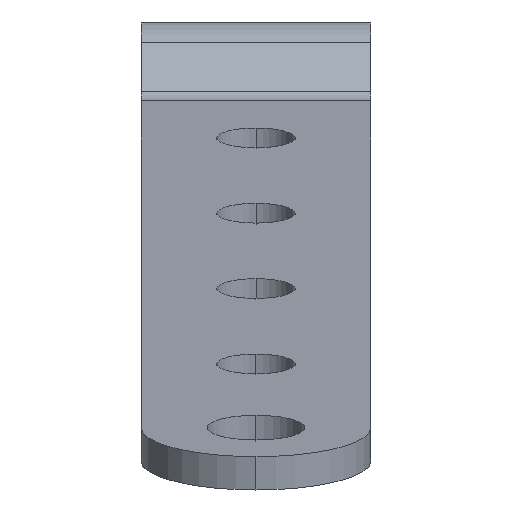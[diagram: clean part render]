
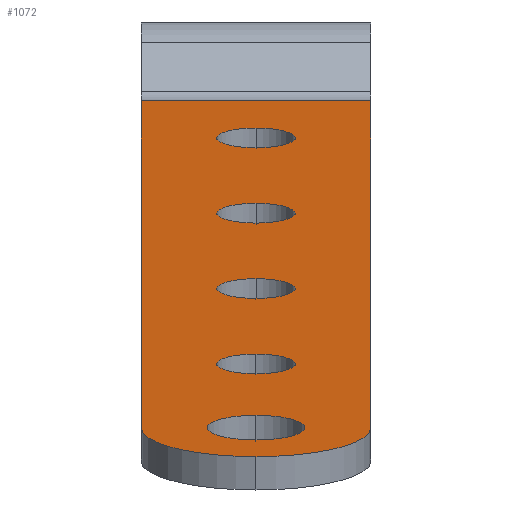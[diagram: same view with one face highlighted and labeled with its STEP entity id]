
A CAD part, left-side view. The second image highlights one B-rep face of the part: STEP entity #1072.
In plain terms, the highlighted planar face has unit normal (-0.252, 0, 0.968).
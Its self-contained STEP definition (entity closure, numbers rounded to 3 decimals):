
#3 = EDGE_LOOP ( 'NONE', ( #96, #104 ) ) ;
#4 = EDGE_LOOP ( 'NONE', ( #93, #102, #115, #92, #100 ) ) ;
#5 = EDGE_LOOP ( 'NONE', ( #88, #79 ) ) ;
#19 = EDGE_LOOP ( 'NONE', ( #114, #99 ) ) ;
#24 = EDGE_LOOP ( 'NONE', ( #90, #123 ) ) ;
#34 = EDGE_LOOP ( 'NONE', ( #82, #91 ) ) ;
#79 = ORIENTED_EDGE ( 'NONE', *, *, #879, .F. ) ;
#82 = ORIENTED_EDGE ( 'NONE', *, *, #874, .F. ) ;
#88 = ORIENTED_EDGE ( 'NONE', *, *, #878, .F. ) ;
#90 = ORIENTED_EDGE ( 'NONE', *, *, #867, .F. ) ;
#91 = ORIENTED_EDGE ( 'NONE', *, *, #857, .F. ) ;
#92 = ORIENTED_EDGE ( 'NONE', *, *, #901, .T. ) ;
#93 = ORIENTED_EDGE ( 'NONE', *, *, #862, .T. ) ;
#96 = ORIENTED_EDGE ( 'NONE', *, *, #883, .F. ) ;
#99 = ORIENTED_EDGE ( 'NONE', *, *, #917, .F. ) ;
#100 = ORIENTED_EDGE ( 'NONE', *, *, #873, .T. ) ;
#102 = ORIENTED_EDGE ( 'NONE', *, *, #902, .T. ) ;
#104 = ORIENTED_EDGE ( 'NONE', *, *, #906, .F. ) ;
#114 = ORIENTED_EDGE ( 'NONE', *, *, #872, .F. ) ;
#115 = ORIENTED_EDGE ( 'NONE', *, *, #858, .F. ) ;
#123 = ORIENTED_EDGE ( 'NONE', *, *, #1013, .F. ) ;
#179 = CIRCLE ( 'NONE', #1017, 4.25 ) ;
#193 = LINE ( 'NONE', #434, #223 ) ;
#205 = CIRCLE ( 'NONE', #1039, 4.25 ) ;
#211 = CIRCLE ( 'NONE', #1030, 3.4 ) ;
#221 = VECTOR ( 'NONE', #451, 1000. ) ;
#223 = VECTOR ( 'NONE', #415, 1000. ) ;
#226 = CIRCLE ( 'NONE', #1027, 3.4 ) ;
#227 = CIRCLE ( 'NONE', #1057, 10. ) ;
#229 = LINE ( 'NONE', #424, #221 ) ;
#243 = CIRCLE ( 'NONE', #1054, 3.4 ) ;
#249 = CIRCLE ( 'NONE', #1016, 3.4 ) ;
#250 = CIRCLE ( 'NONE', #1009, 3.4 ) ;
#259 = LINE ( 'NONE', #505, #287 ) ;
#279 = CIRCLE ( 'NONE', #1005, 3.4 ) ;
#285 = CIRCLE ( 'NONE', #1020, 10. ) ;
#287 = VECTOR ( 'NONE', #536, 1000. ) ;
#295 = FACE_BOUND ( 'NONE', #3, .T. ) ;
#297 = CIRCLE ( 'NONE', #1040, 3.4 ) ;
#312 = CIRCLE ( 'NONE', #1044, 3.4 ) ;
#317 = VERTEX_POINT ( 'NONE', #366 ) ;
#319 = VERTEX_POINT ( 'NONE', #362 ) ;
#320 = VERTEX_POINT ( 'NONE', #363 ) ;
#321 = VERTEX_POINT ( 'NONE', #380 ) ;
#322 = VERTEX_POINT ( 'NONE', #367 ) ;
#323 = VERTEX_POINT ( 'NONE', #370 ) ;
#324 = VERTEX_POINT ( 'NONE', #381 ) ;
#332 = VERTEX_POINT ( 'NONE', #386 ) ;
#339 = VERTEX_POINT ( 'NONE', #389 ) ;
#343 = VERTEX_POINT ( 'NONE', #406 ) ;
#349 = VERTEX_POINT ( 'NONE', #397 ) ;
#352 = VERTEX_POINT ( 'NONE', #411 ) ;
#359 = VERTEX_POINT ( 'NONE', #395 ) ;
#362 = CARTESIAN_POINT ( 'NONE',  ( -172.061, 0., 19.871 ) ) ;
#363 = CARTESIAN_POINT ( 'NONE',  ( -153.481, 0., 24.71 ) ) ;
#365 = VERTEX_POINT ( 'NONE', #396 ) ;
#366 = CARTESIAN_POINT ( 'NONE',  ( -217.688, 0., 7.985 ) ) ;
#367 = CARTESIAN_POINT ( 'NONE',  ( -121.74, 0., 32.978 ) ) ;
#370 = CARTESIAN_POINT ( 'NONE',  ( -146.9, 0., 26.424 ) ) ;
#373 = VERTEX_POINT ( 'NONE', #445 ) ;
#380 = CARTESIAN_POINT ( 'NONE',  ( -197.221, 0., 13.317 ) ) ;
#381 = CARTESIAN_POINT ( 'NONE',  ( -225.914, 0., 5.843 ) ) ;
#386 = CARTESIAN_POINT ( 'NONE',  ( -203.802, 0., 11.603 ) ) ;
#389 = CARTESIAN_POINT ( 'NONE',  ( -178.641, 0., 18.156 ) ) ;
#395 = CARTESIAN_POINT ( 'NONE',  ( -231.478, 0., 4.393 ) ) ;
#396 = CARTESIAN_POINT ( 'NONE',  ( -221.801, 10., 6.914 ) ) ;
#397 = CARTESIAN_POINT ( 'NONE',  ( -221.801, -10., 6.914 ) ) ;
#406 = CARTESIAN_POINT ( 'NONE',  ( -128.32, 0., 31.264 ) ) ;
#411 = CARTESIAN_POINT ( 'NONE',  ( -112.691, -10., 35.335 ) ) ;
#415 = DIRECTION ( 'NONE',  ( 0.968, 0., 0.252 ) ) ;
#424 = CARTESIAN_POINT ( 'NONE',  ( -231.478, -10., 4.393 ) ) ;
#425 = CARTESIAN_POINT ( 'NONE',  ( -125.03, 0., 32.121 ) ) ;
#427 = DIRECTION ( 'NONE',  ( 0.968, 0., 0.252 ) ) ;
#433 = DIRECTION ( 'NONE',  ( 0.968, 0., 0.252 ) ) ;
#434 = CARTESIAN_POINT ( 'NONE',  ( -231.478, 10., 4.393 ) ) ;
#445 = CARTESIAN_POINT ( 'NONE',  ( -112.691, 10., 35.335 ) ) ;
#448 = DIRECTION ( 'NONE',  ( -0.252, 0., 0.968 ) ) ;
#450 = CARTESIAN_POINT ( 'NONE',  ( -221.801, 0., 6.914 ) ) ;
#451 = DIRECTION ( 'NONE',  ( 0.968, 0., 0.252 ) ) ;
#456 = DIRECTION ( 'NONE',  ( -0.252, 0., 0.968 ) ) ;
#459 = DIRECTION ( 'NONE',  ( -0.252, 0., 0.968 ) ) ;
#460 = DIRECTION ( 'NONE',  ( 0.968, 0., 0.252 ) ) ;
#462 = DIRECTION ( 'NONE',  ( -0.968, 0., -0.252 ) ) ;
#463 = CARTESIAN_POINT ( 'NONE',  ( -150.191, 0., 25.567 ) ) ;
#465 = DIRECTION ( 'NONE',  ( -0.252, 0., 0.968 ) ) ;
#466 = CARTESIAN_POINT ( 'NONE',  ( -221.801, 0., 6.914 ) ) ;
#471 = DIRECTION ( 'NONE',  ( -0.252, 0., 0.968 ) ) ;
#472 = DIRECTION ( 'NONE',  ( 0.968, 0., 0.252 ) ) ;
#479 = CARTESIAN_POINT ( 'NONE',  ( -221.801, 0., 6.914 ) ) ;
#480 = DIRECTION ( 'NONE',  ( 0.968, 0., 0.252 ) ) ;
#484 = CARTESIAN_POINT ( 'NONE',  ( -175.351, 0., 19.014 ) ) ;
#485 = CARTESIAN_POINT ( 'NONE',  ( -175.351, 0., 19.014 ) ) ;
#487 = DIRECTION ( 'NONE',  ( -0.252, 0., 0.968 ) ) ;
#491 = DIRECTION ( 'NONE',  ( -0.252, 0., 0.968 ) ) ;
#492 = CARTESIAN_POINT ( 'NONE',  ( -200.511, 0., 12.46 ) ) ;
#493 = DIRECTION ( 'NONE',  ( -0.252, 0., 0.968 ) ) ;
#495 = DIRECTION ( 'NONE',  ( 0.968, 0., 0.252 ) ) ;
#496 = DIRECTION ( 'NONE',  ( 0.968, 0., 0.252 ) ) ;
#503 = DIRECTION ( 'NONE',  ( -0.252, 0., 0.968 ) ) ;
#504 = DIRECTION ( 'NONE',  ( 0.968, 0., 0.252 ) ) ;
#505 = CARTESIAN_POINT ( 'NONE',  ( -112.691, 10., 35.335 ) ) ;
#526 = CARTESIAN_POINT ( 'NONE',  ( -221.801, 0., 6.914 ) ) ;
#527 = DIRECTION ( 'NONE',  ( -0.252, 0., 0.968 ) ) ;
#530 = DIRECTION ( 'NONE',  ( -0.968, 0., -0.252 ) ) ;
#536 = DIRECTION ( 'NONE',  ( 0., 1., 0. ) ) ;
#549 = CARTESIAN_POINT ( 'NONE',  ( -200.511, 0., 12.46 ) ) ;
#563 = DIRECTION ( 'NONE',  ( -0.252, 0., 0.968 ) ) ;
#586 = CARTESIAN_POINT ( 'NONE',  ( -150.191, 0., 25.567 ) ) ;
#593 = DIRECTION ( 'NONE',  ( 0.968, 0., 0.252 ) ) ;
#600 = DIRECTION ( 'NONE',  ( -0.252, 0., 0.968 ) ) ;
#602 = PLANE ( 'NONE',  #1046 ) ;
#610 = CARTESIAN_POINT ( 'NONE',  ( -125.03, 0., 32.121 ) ) ;
#619 = DIRECTION ( 'NONE',  ( 0.252, 0., -0.968 ) ) ;
#624 = DIRECTION ( 'NONE',  ( -0.968, 0., -0.252 ) ) ;
#641 = DIRECTION ( 'NONE',  ( 0.968, 0., 0.252 ) ) ;
#642 = CARTESIAN_POINT ( 'NONE',  ( -231.478, 10., 4.393 ) ) ;
#857 = EDGE_CURVE ( 'NONE', #324, #317, #205, .T. ) ;
#858 = EDGE_CURVE ( 'NONE', #365, #373, #193, .T. ) ;
#862 = EDGE_CURVE ( 'NONE', #349, #352, #229, .T. ) ;
#867 = EDGE_CURVE ( 'NONE', #322, #343, #211, .T. ) ;
#872 = EDGE_CURVE ( 'NONE', #323, #320, #226, .T. ) ;
#873 = EDGE_CURVE ( 'NONE', #359, #349, #227, .T. ) ;
#874 = EDGE_CURVE ( 'NONE', #317, #324, #179, .T. ) ;
#878 = EDGE_CURVE ( 'NONE', #319, #339, #250, .T. ) ;
#879 = EDGE_CURVE ( 'NONE', #339, #319, #243, .T. ) ;
#883 = EDGE_CURVE ( 'NONE', #321, #332, #249, .T. ) ;
#901 = EDGE_CURVE ( 'NONE', #365, #359, #285, .T. ) ;
#902 = EDGE_CURVE ( 'NONE', #352, #373, #259, .T. ) ;
#906 = EDGE_CURVE ( 'NONE', #332, #321, #279, .T. ) ;
#917 = EDGE_CURVE ( 'NONE', #320, #323, #297, .T. ) ;
#930 = FACE_BOUND ( 'NONE', #19, .T. ) ;
#941 = FACE_BOUND ( 'NONE', #24, .T. ) ;
#943 = FACE_BOUND ( 'NONE', #5, .T. ) ;
#944 = FACE_OUTER_BOUND ( 'NONE', #4, .T. ) ;
#946 = FACE_BOUND ( 'NONE', #34, .T. ) ;
#1005 = AXIS2_PLACEMENT_3D ( 'NONE', #549, #503, #504 ) ;
#1009 = AXIS2_PLACEMENT_3D ( 'NONE', #485, #459, #496 ) ;
#1013 = EDGE_CURVE ( 'NONE', #343, #322, #312, .T. ) ;
#1016 = AXIS2_PLACEMENT_3D ( 'NONE', #492, #493, #495 ) ;
#1017 = AXIS2_PLACEMENT_3D ( 'NONE', #466, #465, #460 ) ;
#1020 = AXIS2_PLACEMENT_3D ( 'NONE', #526, #527, #530 ) ;
#1027 = AXIS2_PLACEMENT_3D ( 'NONE', #463, #471, #480 ) ;
#1030 = AXIS2_PLACEMENT_3D ( 'NONE', #425, #456, #427 ) ;
#1039 = AXIS2_PLACEMENT_3D ( 'NONE', #450, #448, #433 ) ;
#1040 = AXIS2_PLACEMENT_3D ( 'NONE', #586, #563, #593 ) ;
#1044 = AXIS2_PLACEMENT_3D ( 'NONE', #610, #600, #641 ) ;
#1046 = AXIS2_PLACEMENT_3D ( 'NONE', #642, #619, #624 ) ;
#1054 = AXIS2_PLACEMENT_3D ( 'NONE', #484, #491, #472 ) ;
#1057 = AXIS2_PLACEMENT_3D ( 'NONE', #479, #487, #462 ) ;
#1072 = ADVANCED_FACE ( 'NONE', ( #295, #943, #930, #941, #946, #944 ), #602, .F. ) ;
